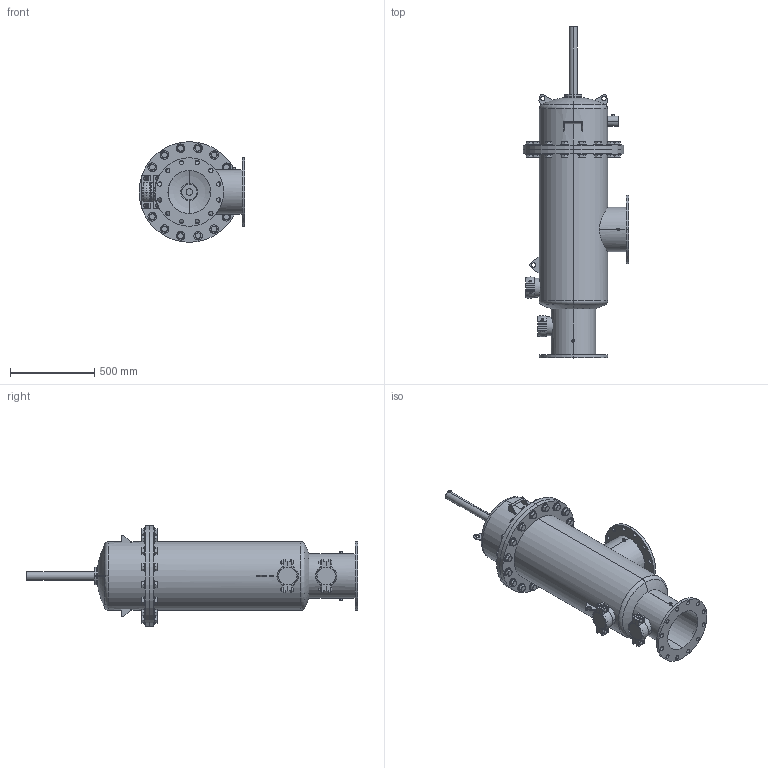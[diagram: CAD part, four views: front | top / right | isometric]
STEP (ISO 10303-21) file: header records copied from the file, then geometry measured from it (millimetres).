
FILE_DESCRIPTION (( 'STEP AP203' ), '1' );
FILE_NAME ('F10-90.STEP', '2020-09-25T10:48:27', ( '' ), ( '' ), 'SwSTEP 2.0', 'SolidWorks 2018', '' );
FILE_SCHEMA (( 'CONFIG_CONTROL_DESIGN' ));
Length unit declared in the file: inch
Products named in the file (1): F10-90
Bounding box: 628.65 x 1968.66 x 596.9 mm (x, y, z)
Volume: 22597767.2 mm3; surface area: 5731634.4 mm2
Topology: 30 solids, 30 shells, 1450 faces, 3273 edges, 2030 vertices
Faces by surface type: plane 520, cylinder 470, cone 432, torus 20, sphere 8
Entity records: 46886 total; most frequent: CARTESIAN_POINT 14786, DIRECTION 6639, ORIENTED_EDGE 6546, EDGE_CURVE 3273, AXIS2_PLACEMENT_3D 2849, VERTEX_POINT 2030, EDGE_LOOP 1757, FACE_OUTER_BOUND 1450
